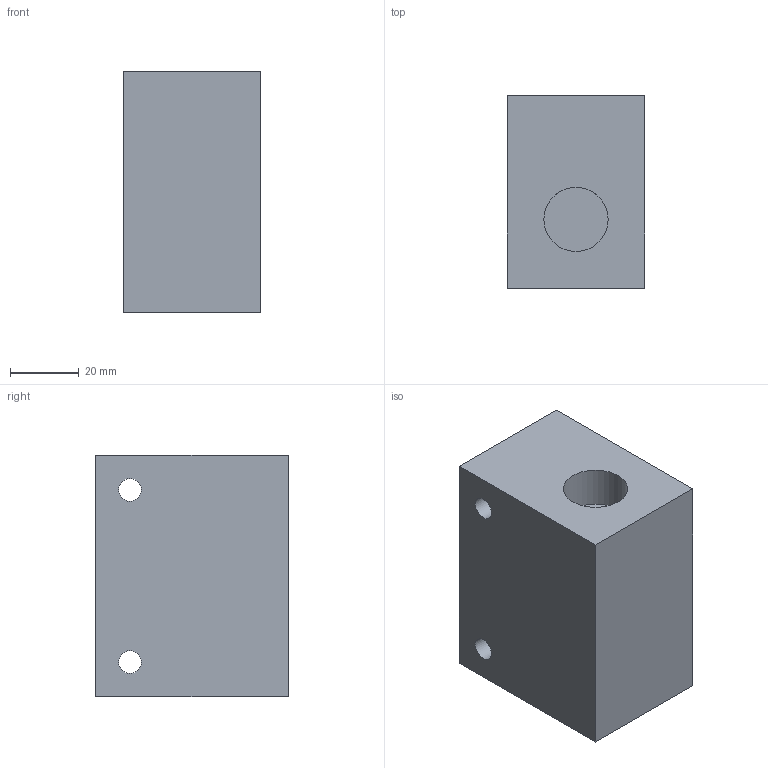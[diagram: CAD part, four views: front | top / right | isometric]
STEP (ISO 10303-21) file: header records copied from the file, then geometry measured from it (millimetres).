
FILE_DESCRIPTION(/* description */ (''),/* implementation_level */ '2;1');
FILE_NAME(/* name */ 'se_12.stp',/* time_stamp */ '2017-01-17T09:28:29+01:00',/* author */ ('hamoud'),/* organization */ (''),/* preprocessor_version */ 'ST-DEVELOPER v15.6',/* originating_system */ 'Autodesk Inventor LT ',/* authorisation */ '');
FILE_SCHEMA (('AUTOMOTIVE_DESIGN { 1 0 10303 214 3 1 1 }'));
Length unit declared in the file: millimetre
Products named in the file (1): SE-12_Airtec
Bounding box: 40 x 56 x 70 mm (x, y, z)
Volume: 140306.5 mm3; surface area: 22094.6 mm2
Topology: 1 solids, 1 shells, 84 faces, 228 edges, 152 vertices
Faces by surface type: plane 79, cylinder 5
Full cylindrical faces by diameter (mm): 6.6 x2, 18.631 x2, 24.117 x1
Entity records: 2609 total; most frequent: CARTESIAN_POINT 460, ORIENTED_EDGE 446, DIRECTION 403, EDGE_CURVE 223, LINE 213, VECTOR 213, VERTEX_POINT 152, EDGE_LOOP 99
